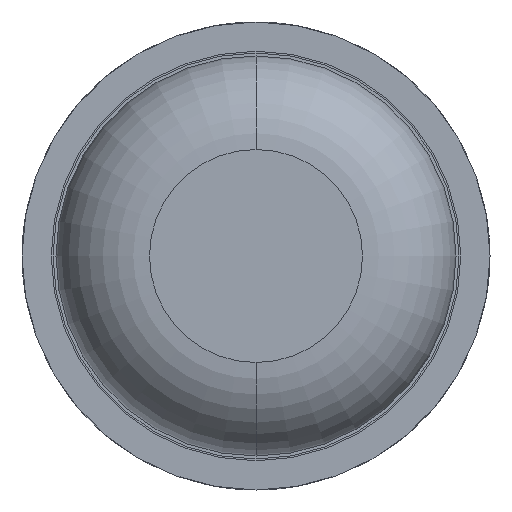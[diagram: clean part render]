
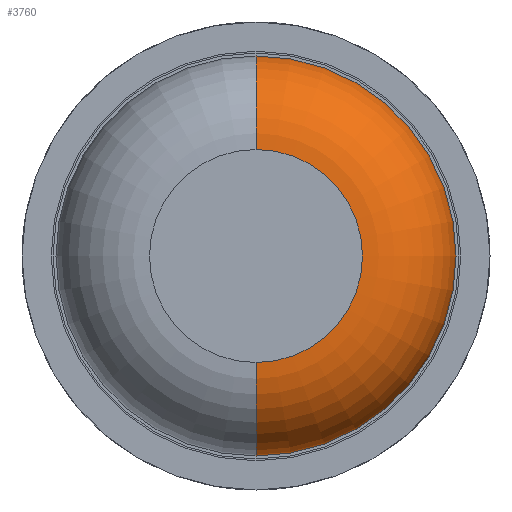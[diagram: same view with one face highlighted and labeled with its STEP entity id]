
A CAD part, front view. The second image highlights one B-rep face of the part: STEP entity #3760.
In plain terms, the highlighted toroidal (fillet/blend) face has major radius 0.91 mm and minor radius 0.8 mm.
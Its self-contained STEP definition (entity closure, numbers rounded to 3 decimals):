
#387 = ORIENTED_EDGE ( 'NONE', *, *, #389, .F. ) ;
#389 = EDGE_CURVE ( 'Defeature ausgef�hrt1_2+Defeature ausgef�hrt1_10+Defeature ausgef�hrt1_10+Defeature ausgef�hrt1_10', #4913, #5368, #2436, .T. ) ;
#428 = DIRECTION ( 'NONE',  ( 0., 0., 1. ) ) ;
#542 = TOROIDAL_SURFACE ( 'NONE', #6005, 0.91, 0.8 ) ;
#1239 = CARTESIAN_POINT ( 'NONE',  ( 0., -29.2, -0.91 ) ) ;
#1261 = DIRECTION ( 'NONE',  ( -1., 0., 0. ) ) ;
#1390 = DIRECTION ( 'NONE',  ( 0., 1., 0. ) ) ;
#1405 = ORIENTED_EDGE ( 'NONE', *, *, #6477, .F. ) ;
#1493 = CARTESIAN_POINT ( 'NONE',  ( 0., -29.2, 0. ) ) ;
#1964 = EDGE_LOOP ( 'NONE', ( #2649, #2607, #387, #1405 ) ) ;
#1987 = DIRECTION ( 'NONE',  ( 0., 0., 1. ) ) ;
#2436 = CIRCLE ( 'NONE', #4509, 1.71 ) ;
#2574 = CARTESIAN_POINT ( 'NONE',  ( 0., -29.2, 0. ) ) ;
#2607 = ORIENTED_EDGE ( 'NONE', *, *, #7159, .T. ) ;
#2649 = ORIENTED_EDGE ( 'NONE', *, *, #4513, .F. ) ;
#2692 = DIRECTION ( 'NONE',  ( 0., 1., 0. ) ) ;
#3614 = AXIS2_PLACEMENT_3D ( 'NONE', #6431, #4743, #4790 ) ;
#3627 = CARTESIAN_POINT ( 'NONE',  ( 0., -29.2, 0.91 ) ) ;
#3760 = ADVANCED_FACE ( 'Defeature ausgef�hrt1_10', ( #5315 ), #542, .T. ) ;
#4095 = CARTESIAN_POINT ( 'NONE',  ( 0., -30., -0.91 ) ) ;
#4159 = AXIS2_PLACEMENT_3D ( 'NONE', #3627, #1261, #5885 ) ;
#4509 = AXIS2_PLACEMENT_3D ( 'NONE', #2574, #1390, #1987 ) ;
#4513 = EDGE_CURVE ( 'Defeature ausgef�hrt1_0+Defeature ausgef�hrt1_10+Defeature ausgef�hrt1_10+Defeature ausgef�hrt1_10', #6396, #6316, #6529, .T. ) ;
#4743 = DIRECTION ( 'NONE',  ( 0., -1., 0. ) ) ;
#4790 = DIRECTION ( 'NONE',  ( 0., 0., 1. ) ) ;
#4823 = CARTESIAN_POINT ( 'NONE',  ( 0., -29.2, 1.71 ) ) ;
#4913 = VERTEX_POINT ( 'NONE', #4823 ) ;
#5315 = FACE_OUTER_BOUND ( 'NONE', #1964, .T. ) ;
#5368 = VERTEX_POINT ( 'NONE', #5854 ) ;
#5854 = CARTESIAN_POINT ( 'NONE',  ( 0., -29.2, -1.71 ) ) ;
#5885 = DIRECTION ( 'NONE',  ( 0., 0., 1. ) ) ;
#5891 = DIRECTION ( 'NONE',  ( 1., 0., 0. ) ) ;
#6005 = AXIS2_PLACEMENT_3D ( 'NONE', #1493, #2692, #428 ) ;
#6119 = CIRCLE ( 'NONE', #4159, 0.8 ) ;
#6201 = CIRCLE ( 'NONE', #6499, 0.8 ) ;
#6316 = VERTEX_POINT ( 'NONE', #7449 ) ;
#6396 = VERTEX_POINT ( 'NONE', #4095 ) ;
#6431 = CARTESIAN_POINT ( 'NONE',  ( 0., -30., 0. ) ) ;
#6477 = EDGE_CURVE ( 'NONE', #6316, #4913, #6119, .T. ) ;
#6497 = DIRECTION ( 'NONE',  ( 0., 0., -1. ) ) ;
#6499 = AXIS2_PLACEMENT_3D ( 'NONE', #1239, #5891, #6497 ) ;
#6529 = CIRCLE ( 'NONE', #3614, 0.91 ) ;
#7159 = EDGE_CURVE ( 'NONE', #6396, #5368, #6201, .T. ) ;
#7449 = CARTESIAN_POINT ( 'NONE',  ( 0., -30., 0.91 ) ) ;
